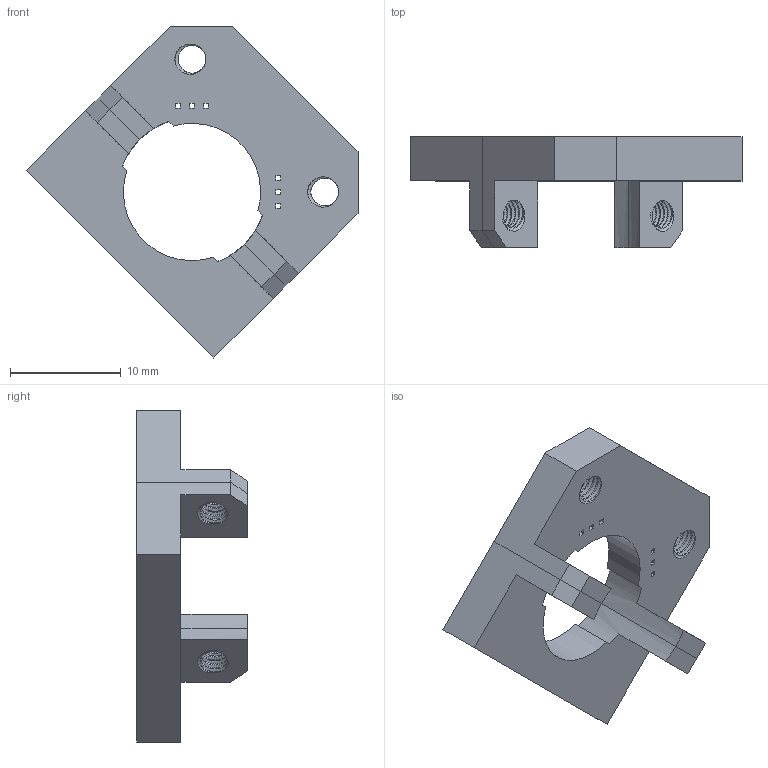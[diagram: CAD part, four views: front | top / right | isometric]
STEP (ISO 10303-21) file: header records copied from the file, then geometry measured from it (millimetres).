
FILE_DESCRIPTION(/* description */ (''),/* implementation_level */ '2;1');
FILE_NAME(/* name */ 'Hall_sensor_holder_tube_both_parts.step',/* time_stamp */ '2025-03-28T00:05:50+01:00',/* author */ (''),/* organization */ (''),/* preprocessor_version */ 'ST-DEVELOPER v20.1',/* originating_system */ 'Autodesk Translation Framework v14.4.0.0',/* authorisation */ '');
FILE_SCHEMA (('AUTOMOTIVE_DESIGN { 1 0 10303 214 3 1 1 }'));
Length unit declared in the file: millimetre
Products named in the file (1): Hall_sensor_holder_tube_0.5_inch_v1
Bounding box: 30 x 10 x 30 mm (x, y, z)
Volume: 1640.6 mm3; surface area: 1931.7 mm2
Topology: 2 solids, 2 shells, 162 faces, 468 edges, 312 vertices
Faces by surface type: cylinder 80, plane 70, bspline 12
Full cylindrical faces by diameter (mm): 2.529 x14, 3.086 x8
Entity records: 10470 total; most frequent: CARTESIAN_POINT 6427, ORIENTED_EDGE 936, DIRECTION 654, EDGE_CURVE 468, VERTEX_POINT 312, LINE 256, VECTOR 256, AXIS2_PLACEMENT_3D 199
